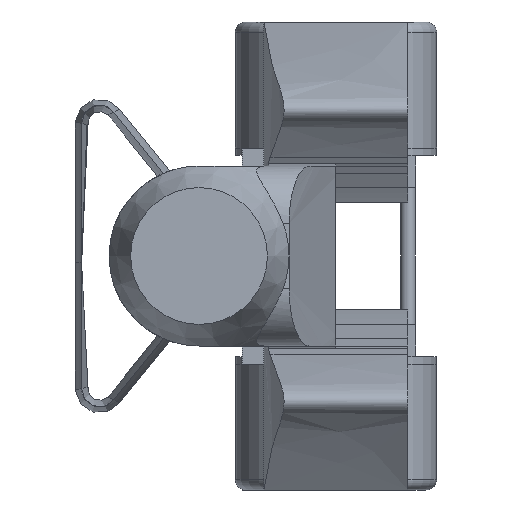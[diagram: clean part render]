
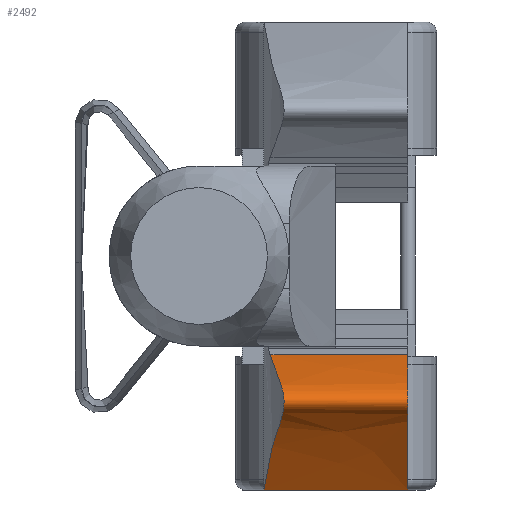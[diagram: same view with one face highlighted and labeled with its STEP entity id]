
A CAD part, left-side view. The second image highlights one B-rep face of the part: STEP entity #2492.
In plain terms, the highlighted free-form (B-spline) face has degree [2, 1] with [3, 2] control points.
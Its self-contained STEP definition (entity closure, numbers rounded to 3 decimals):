
#38=(
BOUNDED_SURFACE()
B_SPLINE_SURFACE(2,1,((#4255,#4256),(#4257,#4258),(#4259,#4260)),
 .UNSPECIFIED.,.F.,.F.,.F.)
B_SPLINE_SURFACE_WITH_KNOTS((3,3),(2,2),(0.,6.452),(0.,2.4),
 .UNSPECIFIED.)
GEOMETRIC_REPRESENTATION_ITEM()
RATIONAL_B_SPLINE_SURFACE(((1.,1.),(2.809,2.809),
(1.345,1.345)))
REPRESENTATION_ITEM('')
SURFACE()
);
#74=(
BOUNDED_CURVE()
B_SPLINE_CURVE(2,(#4284,#4285,#4286),.UNSPECIFIED.,.F.,.F.)
B_SPLINE_CURVE_WITH_KNOTS((3,3),(0.,6.452),.UNSPECIFIED.)
CURVE()
GEOMETRIC_REPRESENTATION_ITEM()
RATIONAL_B_SPLINE_CURVE((1.,2.809,1.345))
REPRESENTATION_ITEM('')
);
#110=B_SPLINE_CURVE_WITH_KNOTS('',3,(#4262,#4263,#4264,#4265,#4266,#4267,
#4268,#4269,#4270,#4271,#4272,#4273,#4274,#4275,#4276,#4277,#4278,#4279,
#4280,#4281),.UNSPECIFIED.,.F.,.F.,(4,2,2,2,2,2,2,2,2,4),(0.,1.808,
2.6,2.85,3.016,3.17,3.375,
3.757,4.805,9.488),.UNSPECIFIED.);
#297=LINE('',#4250,#488);
#299=LINE('',#4283,#490);
#488=VECTOR('',#3088,10.);
#490=VECTOR('',#3090,10.);
#703=FACE_OUTER_BOUND('',#851,.T.);
#851=EDGE_LOOP('',(#1913,#1914,#1915,#1916));
#1160=VERTEX_POINT('',#4235);
#1161=VERTEX_POINT('',#4249);
#1162=VERTEX_POINT('',#4261);
#1163=VERTEX_POINT('',#4282);
#1446=EDGE_CURVE('',#1161,#1160,#297,.T.);
#1449=EDGE_CURVE('',#1160,#1162,#110,.T.);
#1450=EDGE_CURVE('',#1163,#1162,#299,.T.);
#1451=EDGE_CURVE('',#1163,#1161,#74,.T.);
#1913=ORIENTED_EDGE('',*,*,#1449,.T.);
#1914=ORIENTED_EDGE('',*,*,#1450,.F.);
#1915=ORIENTED_EDGE('',*,*,#1451,.T.);
#1916=ORIENTED_EDGE('',*,*,#1446,.T.);
#2492=ADVANCED_FACE('',(#703),#38,.T.);
#3088=DIRECTION('',(0.,1.,0.));
#3090=DIRECTION('',(0.,1.,0.));
#4235=CARTESIAN_POINT('',(17.671,19.147,-13.699));
#4249=CARTESIAN_POINT('',(17.671,0.,-13.699));
#4250=CARTESIAN_POINT('',(17.671,0.,-13.699));
#4255=CARTESIAN_POINT('Ctrl Pts',(35.,0.,-32.5));
#4256=CARTESIAN_POINT('Ctrl Pts',(35.,24.,-32.5));
#4257=CARTESIAN_POINT('Ctrl Pts',(-8.471,0.,-20.425));
#4258=CARTESIAN_POINT('Ctrl Pts',(-8.471,24.,-20.425));
#4259=CARTESIAN_POINT('Ctrl Pts',(17.671,0.,-13.699));
#4260=CARTESIAN_POINT('Ctrl Pts',(17.671,24.,-13.699));
#4261=CARTESIAN_POINT('',(35.,20.,-32.5));
#4262=CARTESIAN_POINT('Ctrl Pts',(17.671,19.147,-13.699));
#4263=CARTESIAN_POINT('Ctrl Pts',(11.853,18.654,-15.196));
#4264=CARTESIAN_POINT('Ctrl Pts',(7.055,18.031,-16.567));
#4265=CARTESIAN_POINT('Ctrl Pts',(2.994,17.459,-18.333));
#4266=CARTESIAN_POINT('Ctrl Pts',(2.172,17.335,-18.828));
#4267=CARTESIAN_POINT('Ctrl Pts',(1.563,17.243,-19.456));
#4268=CARTESIAN_POINT('Ctrl Pts',(1.428,17.222,-19.63));
#4269=CARTESIAN_POINT('Ctrl Pts',(1.287,17.201,-19.952));
#4270=CARTESIAN_POINT('Ctrl Pts',(1.254,17.195,-20.086));
#4271=CARTESIAN_POINT('Ctrl Pts',(1.247,17.194,-20.357));
#4272=CARTESIAN_POINT('Ctrl Pts',(1.27,17.198,-20.483));
#4273=CARTESIAN_POINT('Ctrl Pts',(1.372,17.214,-20.768));
#4274=CARTESIAN_POINT('Ctrl Pts',(1.465,17.228,-20.918));
#4275=CARTESIAN_POINT('Ctrl Pts',(1.769,17.274,-21.307));
#4276=CARTESIAN_POINT('Ctrl Pts',(2.043,17.315,-21.544));
#4277=CARTESIAN_POINT('Ctrl Pts',(3.176,17.484,-22.363));
#4278=CARTESIAN_POINT('Ctrl Pts',(4.386,17.658,-22.938));
#4279=CARTESIAN_POINT('Ctrl Pts',(10.875,18.535,-25.666));
#4280=CARTESIAN_POINT('Ctrl Pts',(21.428,19.814,-28.73));
#4281=CARTESIAN_POINT('Ctrl Pts',(35.,20.,-32.5));
#4282=CARTESIAN_POINT('',(35.,0.,-32.5));
#4283=CARTESIAN_POINT('',(35.,0.,-32.5));
#4284=CARTESIAN_POINT('Ctrl Pts',(35.,0.,-32.5));
#4285=CARTESIAN_POINT('Ctrl Pts',(-8.471,0.,-20.425));
#4286=CARTESIAN_POINT('Ctrl Pts',(17.671,0.,-13.699));
